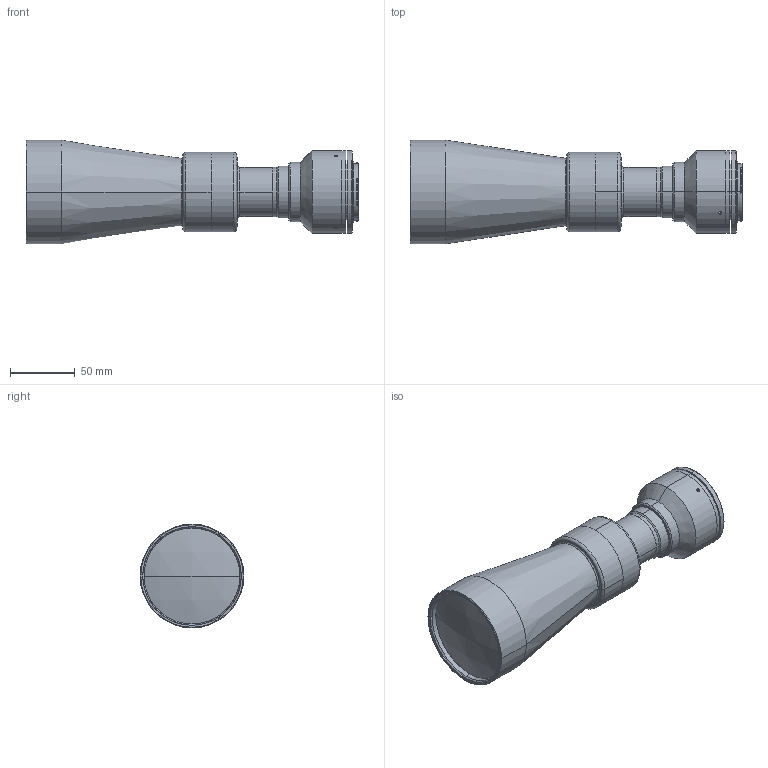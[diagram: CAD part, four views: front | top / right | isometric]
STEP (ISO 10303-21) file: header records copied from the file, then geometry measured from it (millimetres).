
FILE_DESCRIPTION (( 'STEP AP214' ), '1' );
FILE_NAME ('TC4M056HR-F.STEP', '2014-06-04T07:55:07', ( 'piermario' ), ( '' ), 'SwSTEP 2.0', 'SolidWorks 2013', '' );
FILE_SCHEMA (( 'AUTOMOTIVE_DESIGN' ));
Length unit declared in the file: millimetre
Products named in the file (1): TC4M056HR-F
Bounding box: 256.01 x 80 x 80 mm (x, y, z)
Surface area: 77007.1 mm2 (no closed solid volume)
Topology: 0 solids, 9 shells, 121 faces, 326 edges, 218 vertices
Faces by surface type: cylinder 53, plane 30, cone 24, torus 12, sphere 2
Entity records: 5413 total; most frequent: CARTESIAN_POINT 930, DIRECTION 728, ORIENTED_EDGE 561, EDGE_CURVE 326, AXIS2_PLACEMENT_3D 304, VERTEX_POINT 218, CIRCLE 182, EDGE_LOOP 146
